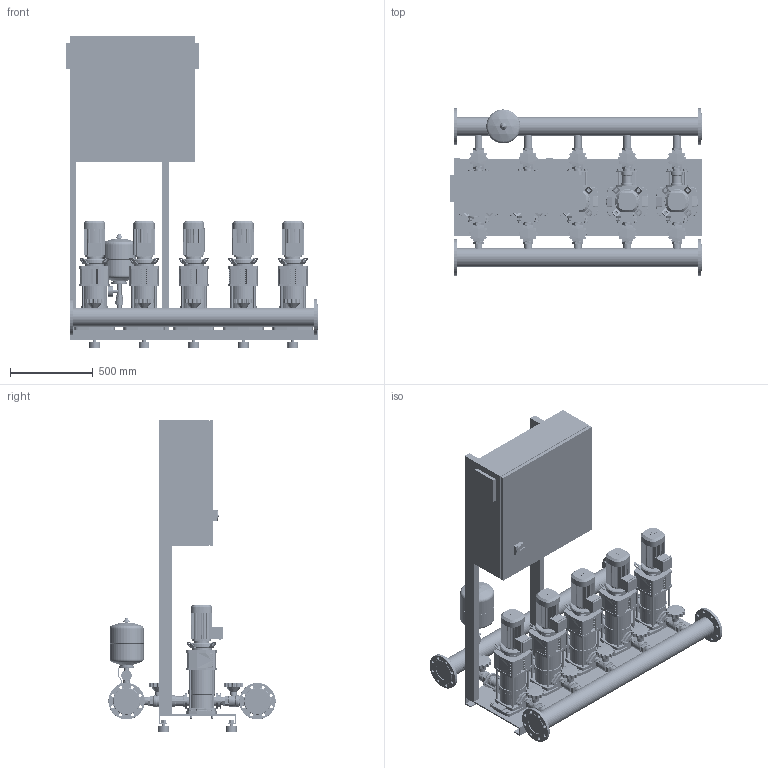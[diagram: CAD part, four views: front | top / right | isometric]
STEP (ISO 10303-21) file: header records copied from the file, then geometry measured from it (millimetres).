
FILE_DESCRIPTION((''),'2;1');
FILE_NAME('3d_COR-5HELIXV1002_K_CC-2534202.stp','2016-01-22T12:56:48',(''),(''),'Mechanical Desktop 2009','Mechanical Desktop 2009',', , ');
FILE_SCHEMA(('CONFIG_CONTROL_DESIGN'));
Length unit declared in the file: millimetre
Products named in the file (1): Product
Bounding box: 1520 x 1012 x 1885 mm (x, y, z)
Volume: 281989114.2 mm3; surface area: 14011905.3 mm2
Topology: 249 solids, 249 shells, 7204 faces, 18386 edges, 11986 vertices
Faces by surface type: plane 2695, cylinder 2160, bspline 1797, cone 386, torus 134, sphere 32
Entity records: 235528 total; most frequent: CARTESIAN_POINT 61814, ORIENTED_EDGE 36716, DIRECTION 34782, EDGE_CURVE 18358, AXIS2_PLACEMENT_3D 12064, VERTEX_POINT 11980, VECTOR 10654, LINE 10654
